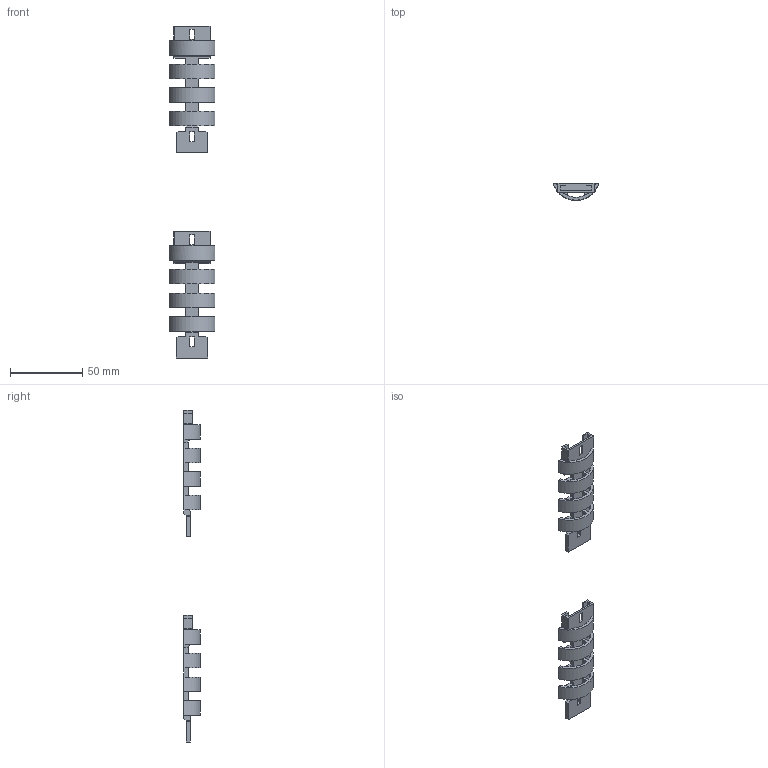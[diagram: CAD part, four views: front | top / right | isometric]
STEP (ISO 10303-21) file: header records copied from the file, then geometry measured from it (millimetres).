
FILE_DESCRIPTION(/* description */ (''),/* implementation_level */ '2;1');
FILE_NAME(/* name */ 'c3334c35-5896-428d-9a82-14da73a77cdc.stp',/* time_stamp */ '2022-02-22T21:19:33+00:00',/* author */ (''),/* organization */ (''),/* preprocessor_version */ 'ST-DEVELOPER v18.1',/* originating_system */ 'Autodesk Translation Framework v10.13.0.1454',/* authorisation */ '');
FILE_SCHEMA (('AUTOMOTIVE_DESIGN { 1 0 10303 214 3 1 1 }'));
Length unit declared in the file: millimetre
Products named in the file (9): T-Stick - export - dummy bed; T-Stick - internal structure v72; battery_cap; esp_cap; capsense_bed+arcs; tinypico + imu_bed+arcs (1); dummy_bed+arcs; poles; small pin (1)
Assembly tree (9 placements, depth 3):
  T-Stick - export - dummy bed
    T-Stick - internal structure v72
      battery_cap
      esp_cap
      capsense_bed+arcs
      dummy_bed+arcs  x2
      tinypico + imu_bed+arcs (1)
      poles
    small pin (1)
Bounding box: 31.7 x 11.68 x 230.5 mm (x, y, z)
Volume: 15125.1 mm3; surface area: 17158.7 mm2
Topology: 2 solids, 2 shells, 238 faces, 802 edges, 532 vertices
Faces by surface type: plane 218, cylinder 20
Entity records: 4652 total; most frequent: CARTESIAN_POINT 804, ORIENTED_EDGE 802, DIRECTION 733, EDGE_CURVE 401, LINE 343, VECTOR 343, VERTEX_POINT 266, AXIS2_PLACEMENT_3D 195
